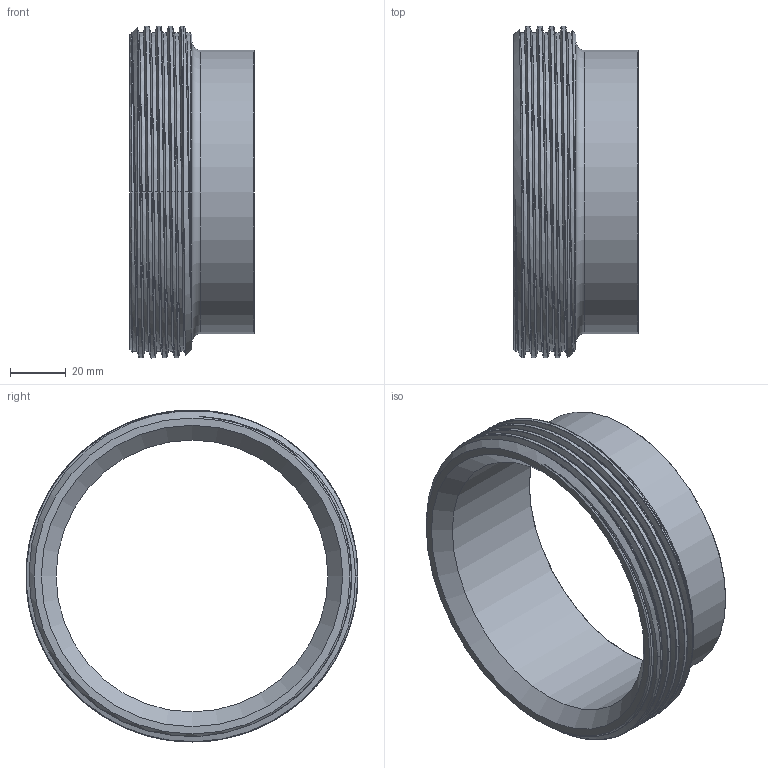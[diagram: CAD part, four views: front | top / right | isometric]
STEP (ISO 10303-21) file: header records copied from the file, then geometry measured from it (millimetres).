
FILE_DESCRIPTION(/* description */ (''),/* implementation_level */ '2;1');
FILE_NAME(/* name */ 'L15A7-4.stp',/* time_stamp */ '2021-05-21T11:06:15-04:00',/* author */ ('ken'),/* organization */ (''),/* preprocessor_version */ 'ST-DEVELOPER v18',/* originating_system */ 'Autodesk Inventor 2020',/* authorisation */ '');
FILE_SCHEMA (('AUTOMOTIVE_DESIGN { 1 0 10303 214 3 1 1 }'));
Length unit declared in the file: inch
Products named in the file (1): L15A7-4
Bounding box: 44.45 x 118.94 x 118.95 mm (x, y, z)
Volume: 80924.4 mm3; surface area: 38920.7 mm2
Topology: 1 solids, 1 shells, 32 faces, 92 edges, 63 vertices
Faces by surface type: cylinder 15, bspline 6, cone 5, torus 3, plane 3
Full cylindrical faces by diameter (mm): 97.384 x1, 101.6 x1, 114.224 x5, 118.948 x4
Entity records: 7968 total; most frequent: CARTESIAN_POINT 7137, ORIENTED_EDGE 184, DIRECTION 140, EDGE_CURVE 92, VERTEX_POINT 63, AXIS2_PLACEMENT_3D 61, B_SPLINE_CURVE_WITH_KNOTS 40, EDGE_LOOP 35
